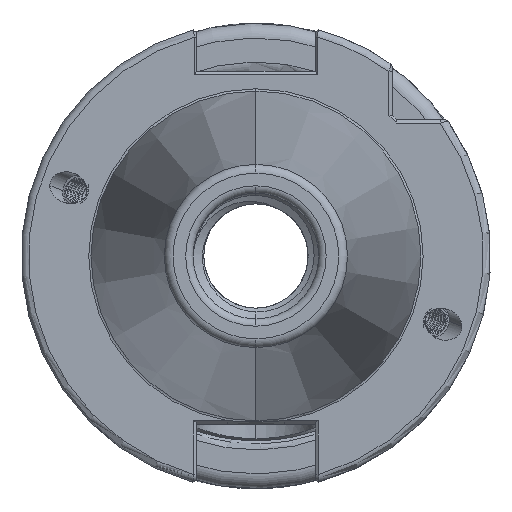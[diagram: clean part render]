
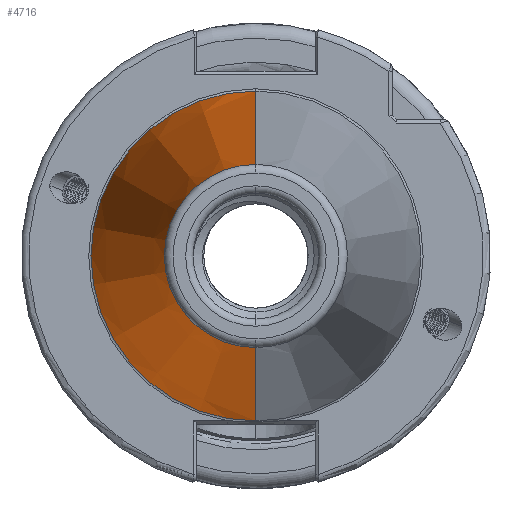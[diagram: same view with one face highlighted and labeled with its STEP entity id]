
A CAD part, left-side view. The second image highlights one B-rep face of the part: STEP entity #4716.
In plain terms, the highlighted conical face has half-angle 8.297 degrees and reference radius 22.692 mm.
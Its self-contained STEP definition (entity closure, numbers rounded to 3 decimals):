
#761 = DIRECTION ( 'NONE',  ( 0., 0., -1. ) ) ;
#768 = CARTESIAN_POINT ( 'NONE',  ( 0., 0., 0. ) ) ;
#771 = DIRECTION ( 'NONE',  ( 1., 0., 0. ) ) ;
#2036 = EDGE_LOOP ( 'NONE', ( #28986, #28896, #28965, #28928 ) ) ;
#2239 = LINE ( 'NONE', #11971, #2288 ) ;
#2259 = CIRCLE ( 'NONE', #3478, 22.327 ) ;
#2261 = LINE ( 'NONE', #12116, #2278 ) ;
#2278 = VECTOR ( 'NONE', #12131, 1000. ) ;
#2288 = VECTOR ( 'NONE', #11976, 1000. ) ;
#3054 = DIRECTION ( 'NONE',  ( 1., 0., 0. ) ) ;
#3058 = DIRECTION ( 'NONE',  ( 0., 0., 1. ) ) ;
#3089 = CARTESIAN_POINT ( 'NONE',  ( -70.573, 0., 0. ) ) ;
#3432 = EDGE_CURVE ( 'NONE', #25145, #25162, #2259, .T. ) ;
#3454 = EDGE_CURVE ( 'NONE', #25065, #25145, #2239, .T. ) ;
#3478 = AXIS2_PLACEMENT_3D ( 'NONE', #11812, #11834, #11817 ) ;
#3490 = EDGE_CURVE ( 'NONE', #25095, #25162, #2261, .T. ) ;
#4716 = ADVANCED_FACE ( 'NONE', ( #19258 ), #19238, .T. ) ;
#6102 = AXIS2_PLACEMENT_3D ( 'NONE', #3089, #3054, #3058 ) ;
#6395 = AXIS2_PLACEMENT_3D ( 'NONE', #768, #771, #761 ) ;
#6805 = EDGE_CURVE ( 'NONE', #25065, #25095, #19647, .T. ) ;
#8567 = CARTESIAN_POINT ( 'NONE',  ( -70.573, 0., -12.4 ) ) ;
#8575 = CARTESIAN_POINT ( 'NONE',  ( -2.5, 0., -22.327 ) ) ;
#8587 = CARTESIAN_POINT ( 'NONE',  ( -70.573, 0., 12.4 ) ) ;
#8654 = CARTESIAN_POINT ( 'NONE',  ( -2.5, 0., 22.327 ) ) ;
#11812 = CARTESIAN_POINT ( 'NONE',  ( -2.5, 0., 0. ) ) ;
#11817 = DIRECTION ( 'NONE',  ( 0., 0., -1. ) ) ;
#11834 = DIRECTION ( 'NONE',  ( 1., 0., 0. ) ) ;
#11971 = CARTESIAN_POINT ( 'NONE',  ( 0., 0., -22.692 ) ) ;
#11976 = DIRECTION ( 'NONE',  ( 0.99, 0., -0.144 ) ) ;
#12116 = CARTESIAN_POINT ( 'NONE',  ( 0., 0., 22.692 ) ) ;
#12131 = DIRECTION ( 'NONE',  ( 0.99, 0., 0.144 ) ) ;
#19238 = CONICAL_SURFACE ( 'NONE', #6395, 22.692, 0.145 ) ;
#19258 = FACE_OUTER_BOUND ( 'NONE', #2036, .T. ) ;
#19647 = CIRCLE ( 'NONE', #6102, 12.4 ) ;
#25065 = VERTEX_POINT ( 'NONE', #8567 ) ;
#25095 = VERTEX_POINT ( 'NONE', #8587 ) ;
#25145 = VERTEX_POINT ( 'NONE', #8575 ) ;
#25162 = VERTEX_POINT ( 'NONE', #8654 ) ;
#28896 = ORIENTED_EDGE ( 'NONE', *, *, #3490, .T. ) ;
#28928 = ORIENTED_EDGE ( 'NONE', *, *, #3454, .F. ) ;
#28965 = ORIENTED_EDGE ( 'NONE', *, *, #3432, .F. ) ;
#28986 = ORIENTED_EDGE ( 'NONE', *, *, #6805, .T. ) ;
